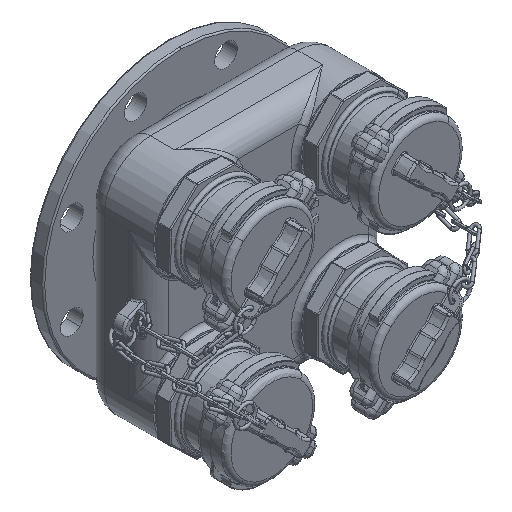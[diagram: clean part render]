
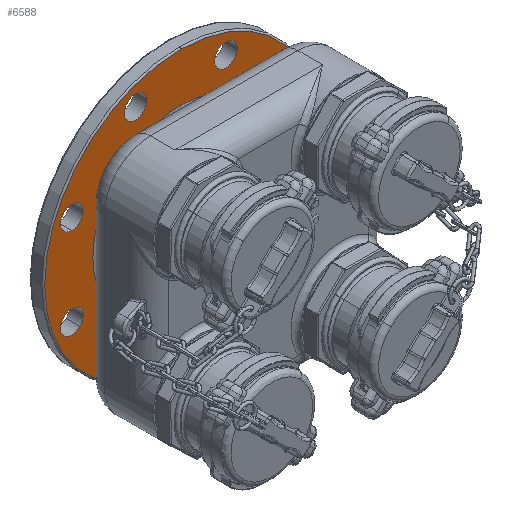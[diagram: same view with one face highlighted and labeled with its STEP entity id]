
A CAD part, isometric view. The second image highlights one B-rep face of the part: STEP entity #6588.
In plain terms, the highlighted planar face has unit normal (0, -1, 0).
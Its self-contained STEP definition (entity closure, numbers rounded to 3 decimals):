
#6588=ADVANCED_FACE('',(#10587,#10588,#10589,#10590,#10591,#10592,#10593,#10594,#10595,#10596),#10597,.F.);
#10587=FACE_BOUND('',#22264,.T.);
#10588=FACE_BOUND('',#22265,.T.);
#10589=FACE_BOUND('',#22266,.T.);
#10590=FACE_BOUND('',#22267,.T.);
#10591=FACE_BOUND('',#22268,.T.);
#10592=FACE_BOUND('',#22269,.T.);
#10593=FACE_BOUND('',#22270,.T.);
#10594=FACE_BOUND('',#22271,.T.);
#10595=FACE_BOUND('',#22272,.T.);
#10596=FACE_OUTER_BOUND('',#22273,.T.);
#10597=PLANE('',#22274);
#22264=EDGE_LOOP('',(#42325,#42326));
#22265=EDGE_LOOP('',(#42327,#42328));
#22266=EDGE_LOOP('',(#42329,#42330));
#22267=EDGE_LOOP('',(#42331,#42332));
#22268=EDGE_LOOP('',(#42333,#42334));
#22269=EDGE_LOOP('',(#42335,#42336));
#22270=EDGE_LOOP('',(#42337,#42338));
#22271=EDGE_LOOP('',(#42339,#42340));
#22272=EDGE_LOOP('',(#42341,#42342));
#22273=EDGE_LOOP('',(#42343,#42344));
#22274=AXIS2_PLACEMENT_3D('',#42345,#42346,#42347);
#42325=ORIENTED_EDGE('',*,*,#57426,.F.);
#42326=ORIENTED_EDGE('',*,*,#57392,.F.);
#42327=ORIENTED_EDGE('',*,*,#57427,.F.);
#42328=ORIENTED_EDGE('',*,*,#57428,.F.);
#42329=ORIENTED_EDGE('',*,*,#57429,.F.);
#42330=ORIENTED_EDGE('',*,*,#57430,.F.);
#42331=ORIENTED_EDGE('',*,*,#57431,.F.);
#42332=ORIENTED_EDGE('',*,*,#57432,.F.);
#42333=ORIENTED_EDGE('',*,*,#57433,.F.);
#42334=ORIENTED_EDGE('',*,*,#57434,.F.);
#42335=ORIENTED_EDGE('',*,*,#57435,.F.);
#42336=ORIENTED_EDGE('',*,*,#57436,.F.);
#42337=ORIENTED_EDGE('',*,*,#57437,.F.);
#42338=ORIENTED_EDGE('',*,*,#57261,.F.);
#42339=ORIENTED_EDGE('',*,*,#57275,.F.);
#42340=ORIENTED_EDGE('',*,*,#57282,.F.);
#42341=ORIENTED_EDGE('',*,*,#57438,.T.);
#42342=ORIENTED_EDGE('',*,*,#57293,.T.);
#42343=ORIENTED_EDGE('',*,*,#57439,.T.);
#42344=ORIENTED_EDGE('',*,*,#57283,.T.);
#42345=CARTESIAN_POINT('',(0.0,89.0,0.0));
#42346=DIRECTION('',(-0.0,1.0,0.0));
#42347=DIRECTION('',(1.0,0.0,0.0));
#57261=EDGE_CURVE('',#65098,#65100,#65101,.T.);
#57275=EDGE_CURVE('',#65126,#65122,#65128,.T.);
#57282=EDGE_CURVE('',#65122,#65126,#65139,.T.);
#57283=EDGE_CURVE('',#65140,#65141,#65142,.T.);
#57293=EDGE_CURVE('',#65160,#65161,#65162,.T.);
#57392=EDGE_CURVE('',#65318,#65320,#65321,.T.);
#57426=EDGE_CURVE('',#65320,#65318,#65373,.T.);
#57427=EDGE_CURVE('',#65374,#65375,#65376,.T.);
#57428=EDGE_CURVE('',#65375,#65374,#65377,.T.);
#57429=EDGE_CURVE('',#65378,#65379,#65380,.T.);
#57430=EDGE_CURVE('',#65379,#65378,#65381,.T.);
#57431=EDGE_CURVE('',#65382,#65383,#65384,.T.);
#57432=EDGE_CURVE('',#65383,#65382,#65385,.T.);
#57433=EDGE_CURVE('',#65386,#65387,#65388,.T.);
#57434=EDGE_CURVE('',#65387,#65386,#65389,.T.);
#57435=EDGE_CURVE('',#65390,#65391,#65392,.T.);
#57436=EDGE_CURVE('',#65391,#65390,#65393,.T.);
#57437=EDGE_CURVE('',#65100,#65098,#65394,.T.);
#57438=EDGE_CURVE('',#65161,#65160,#65395,.T.);
#57439=EDGE_CURVE('',#65141,#65140,#65396,.T.);
#65098=VERTEX_POINT('',#79926);
#65100=VERTEX_POINT('',#79929);
#65101=CIRCLE('',#79930,11.5);
#65122=VERTEX_POINT('',#79956);
#65126=VERTEX_POINT('',#79961);
#65128=CIRCLE('',#79964,11.5);
#65139=CIRCLE('',#79978,11.5);
#65140=VERTEX_POINT('',#79979);
#65141=VERTEX_POINT('',#79980);
#65142=CIRCLE('',#79981,138.5);
#65160=VERTEX_POINT('',#79999);
#65161=VERTEX_POINT('',#80000);
#65162=CIRCLE('',#80001,89.5);
#65318=VERTEX_POINT('',#80547);
#65320=VERTEX_POINT('',#80550);
#65321=CIRCLE('',#80551,11.5);
#65373=CIRCLE('',#80628,11.5);
#65374=VERTEX_POINT('',#80629);
#65375=VERTEX_POINT('',#80630);
#65376=CIRCLE('',#80631,11.5);
#65377=CIRCLE('',#80632,11.5);
#65378=VERTEX_POINT('',#80633);
#65379=VERTEX_POINT('',#80634);
#65380=CIRCLE('',#80635,11.5);
#65381=CIRCLE('',#80636,11.5);
#65382=VERTEX_POINT('',#80637);
#65383=VERTEX_POINT('',#80638);
#65384=CIRCLE('',#80639,11.5);
#65385=CIRCLE('',#80640,11.5);
#65386=VERTEX_POINT('',#80641);
#65387=VERTEX_POINT('',#80642);
#65388=CIRCLE('',#80643,11.5);
#65389=CIRCLE('',#80644,11.5);
#65390=VERTEX_POINT('',#80645);
#65391=VERTEX_POINT('',#80646);
#65392=CIRCLE('',#80647,11.5);
#65393=CIRCLE('',#80648,11.5);
#65394=CIRCLE('',#80649,11.5);
#65395=CIRCLE('',#80650,89.5);
#65396=CIRCLE('',#80651,138.5);
#79926=CARTESIAN_POINT('',(110.866,89.0,-57.422));
#79929=CARTESIAN_POINT('',(110.866,89.0,-34.422));
#79930=AXIS2_PLACEMENT_3D('',#99410,#99411,#99412);
#79956=CARTESIAN_POINT('',(118.997,89.0,37.79));
#79961=CARTESIAN_POINT('',(102.734,89.0,54.054));
#79964=AXIS2_PLACEMENT_3D('',#99438,#99439,#99440);
#79978=AXIS2_PLACEMENT_3D('',#99453,#99454,#99455);
#79979=CARTESIAN_POINT('',(0.,89.0,-138.5));
#79980=CARTESIAN_POINT('',(0.0,89.0,138.5));
#79981=AXIS2_PLACEMENT_3D('',#99456,#99457,#99458);
#79999=CARTESIAN_POINT('',(0.,89.0,-89.5));
#80000=CARTESIAN_POINT('',(0.0,89.0,89.5));
#80001=AXIS2_PLACEMENT_3D('',#99486,#99487,#99488);
#80547=CARTESIAN_POINT('',(57.422,89.0,110.866));
#80550=CARTESIAN_POINT('',(34.422,89.0,110.866));
#80551=AXIS2_PLACEMENT_3D('',#99671,#99672,#99673);
#80628=AXIS2_PLACEMENT_3D('',#99725,#99726,#99727);
#80629=CARTESIAN_POINT('',(-54.054,89.0,102.734));
#80630=CARTESIAN_POINT('',(-37.79,89.0,118.997));
#80631=AXIS2_PLACEMENT_3D('',#99728,#99729,#99730);
#80632=AXIS2_PLACEMENT_3D('',#99731,#99732,#99733);
#80633=CARTESIAN_POINT('',(-110.866,89.0,34.422));
#80634=CARTESIAN_POINT('',(-110.866,89.0,57.422));
#80635=AXIS2_PLACEMENT_3D('',#99734,#99735,#99736);
#80636=AXIS2_PLACEMENT_3D('',#99737,#99738,#99739);
#80637=CARTESIAN_POINT('',(-102.734,89.0,-54.054));
#80638=CARTESIAN_POINT('',(-118.997,89.0,-37.79));
#80639=AXIS2_PLACEMENT_3D('',#99740,#99741,#99742);
#80640=AXIS2_PLACEMENT_3D('',#99743,#99744,#99745);
#80641=CARTESIAN_POINT('',(-34.422,89.0,-110.866));
#80642=CARTESIAN_POINT('',(-57.422,89.0,-110.866));
#80643=AXIS2_PLACEMENT_3D('',#99746,#99747,#99748);
#80644=AXIS2_PLACEMENT_3D('',#99749,#99750,#99751);
#80645=CARTESIAN_POINT('',(54.054,89.0,-102.734));
#80646=CARTESIAN_POINT('',(37.79,89.0,-118.997));
#80647=AXIS2_PLACEMENT_3D('',#99752,#99753,#99754);
#80648=AXIS2_PLACEMENT_3D('',#99755,#99756,#99757);
#80649=AXIS2_PLACEMENT_3D('',#99758,#99759,#99760);
#80650=AXIS2_PLACEMENT_3D('',#99761,#99762,#99763);
#80651=AXIS2_PLACEMENT_3D('',#99764,#99765,#99766);
#99410=CARTESIAN_POINT('',(110.866,89.0,-45.922));
#99411=DIRECTION('',(0.0,-1.0,0.0));
#99412=DIRECTION('',(0.0,0.0,1.0));
#99438=CARTESIAN_POINT('',(110.866,89.0,45.922));
#99439=DIRECTION('',(0.0,-1.0,0.0));
#99440=DIRECTION('',(0.0,0.0,1.0));
#99453=CARTESIAN_POINT('',(110.866,89.0,45.922));
#99454=DIRECTION('',(0.0,-1.0,0.0));
#99455=DIRECTION('',(0.,0.0,1.0));
#99456=CARTESIAN_POINT('',(0.0,89.0,0.0));
#99457=DIRECTION('',(0.0,-1.0,0.0));
#99458=DIRECTION('',(0.0,0.0,1.0));
#99486=CARTESIAN_POINT('',(0.0,89.0,0.));
#99487=DIRECTION('',(0.0,1.0,0.0));
#99488=DIRECTION('',(0.0,0.0,1.0));
#99671=CARTESIAN_POINT('',(45.922,89.0,110.866));
#99672=DIRECTION('',(0.0,-1.0,0.0));
#99673=DIRECTION('',(0.0,0.0,1.0));
#99725=CARTESIAN_POINT('',(45.922,89.0,110.866));
#99726=DIRECTION('',(0.0,-1.0,0.0));
#99727=DIRECTION('',(0.0,0.0,1.0));
#99728=CARTESIAN_POINT('',(-45.922,89.0,110.866));
#99729=DIRECTION('',(0.0,-1.0,0.0));
#99730=DIRECTION('',(0.0,0.0,1.0));
#99731=CARTESIAN_POINT('',(-45.922,89.0,110.866));
#99732=DIRECTION('',(0.0,-1.0,0.0));
#99733=DIRECTION('',(0.,0.0,1.0));
#99734=CARTESIAN_POINT('',(-110.866,89.0,45.922));
#99735=DIRECTION('',(0.0,-1.0,0.0));
#99736=DIRECTION('',(0.0,0.0,1.0));
#99737=CARTESIAN_POINT('',(-110.866,89.0,45.922));
#99738=DIRECTION('',(0.0,-1.0,0.0));
#99739=DIRECTION('',(0.0,0.0,1.0));
#99740=CARTESIAN_POINT('',(-110.866,89.0,-45.922));
#99741=DIRECTION('',(0.0,-1.0,0.0));
#99742=DIRECTION('',(0.0,0.0,1.0));
#99743=CARTESIAN_POINT('',(-110.866,89.0,-45.922));
#99744=DIRECTION('',(0.0,-1.0,0.0));
#99745=DIRECTION('',(0.,0.0,1.0));
#99746=CARTESIAN_POINT('',(-45.922,89.0,-110.866));
#99747=DIRECTION('',(0.0,-1.0,0.0));
#99748=DIRECTION('',(0.0,0.0,1.0));
#99749=CARTESIAN_POINT('',(-45.922,89.0,-110.866));
#99750=DIRECTION('',(0.0,-1.0,0.0));
#99751=DIRECTION('',(0.0,0.0,1.0));
#99752=CARTESIAN_POINT('',(45.922,89.0,-110.866));
#99753=DIRECTION('',(0.0,-1.0,0.0));
#99754=DIRECTION('',(0.,0.0,1.0));
#99755=CARTESIAN_POINT('',(45.922,89.0,-110.866));
#99756=DIRECTION('',(0.0,-1.0,0.0));
#99757=DIRECTION('',(0.0,0.0,1.0));
#99758=CARTESIAN_POINT('',(110.866,89.0,-45.922));
#99759=DIRECTION('',(0.0,-1.0,0.0));
#99760=DIRECTION('',(0.0,0.0,1.0));
#99761=CARTESIAN_POINT('',(0.0,89.0,0.));
#99762=DIRECTION('',(0.0,1.0,0.0));
#99763=DIRECTION('',(0.0,0.0,1.0));
#99764=CARTESIAN_POINT('',(0.0,89.0,0.0));
#99765=DIRECTION('',(0.0,-1.0,0.0));
#99766=DIRECTION('',(0.0,0.0,1.0));
